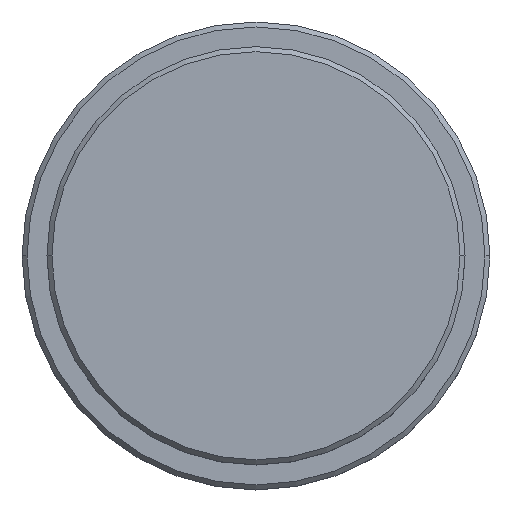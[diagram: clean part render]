
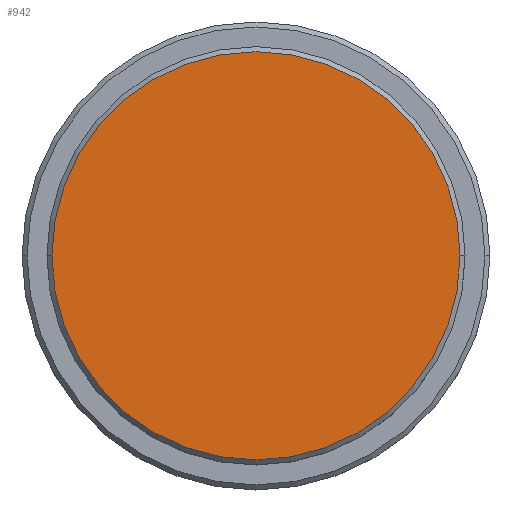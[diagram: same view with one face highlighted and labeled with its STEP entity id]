
A CAD part, top view. The second image highlights one B-rep face of the part: STEP entity #942.
In plain terms, the highlighted planar face has unit normal (0, 0, 1).
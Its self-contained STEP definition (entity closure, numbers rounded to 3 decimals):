
#25 = PLANE ( 'NONE',  #874 ) ;
#42 = AXIS2_PLACEMENT_3D ( 'NONE', #1105, #657, #555 ) ;
#121 = CIRCLE ( 'NONE', #343, 20.5 ) ;
#122 = VERTEX_POINT ( 'NONE', #405 ) ;
#144 = CARTESIAN_POINT ( 'NONE',  ( 0., 0., 0. ) ) ;
#275 = ORIENTED_EDGE ( 'NONE', *, *, #403, .T. ) ;
#343 = AXIS2_PLACEMENT_3D ( 'NONE', #144, #580, #1337 ) ;
#344 = EDGE_LOOP ( 'NONE', ( #583, #275 ) ) ;
#403 = EDGE_CURVE ( 'NONE', #925, #122, #1056, .T. ) ;
#405 = CARTESIAN_POINT ( 'NONE',  ( -20.5, 0., 0. ) ) ;
#462 = CARTESIAN_POINT ( 'NONE',  ( 20.5, 0., 0. ) ) ;
#466 = CARTESIAN_POINT ( 'NONE',  ( 0., 0., 0. ) ) ;
#555 = DIRECTION ( 'NONE',  ( 1., 0., 0. ) ) ;
#580 = DIRECTION ( 'NONE',  ( 0., 0., 1. ) ) ;
#583 = ORIENTED_EDGE ( 'NONE', *, *, #999, .T. ) ;
#594 = FACE_OUTER_BOUND ( 'NONE', #344, .T. ) ;
#657 = DIRECTION ( 'NONE',  ( 0., 0., 1. ) ) ;
#874 = AXIS2_PLACEMENT_3D ( 'NONE', #466, #1361, #1030 ) ;
#925 = VERTEX_POINT ( 'NONE', #462 ) ;
#942 = ADVANCED_FACE ( 'NONE', ( #594 ), #25, .T. ) ;
#999 = EDGE_CURVE ( 'NONE', #122, #925, #121, .T. ) ;
#1030 = DIRECTION ( 'NONE',  ( 1., 0., 0. ) ) ;
#1056 = CIRCLE ( 'NONE', #42, 20.5 ) ;
#1105 = CARTESIAN_POINT ( 'NONE',  ( 0., 0., 0. ) ) ;
#1337 = DIRECTION ( 'NONE',  ( 1., 0., 0. ) ) ;
#1361 = DIRECTION ( 'NONE',  ( 0., 0., 1. ) ) ;
